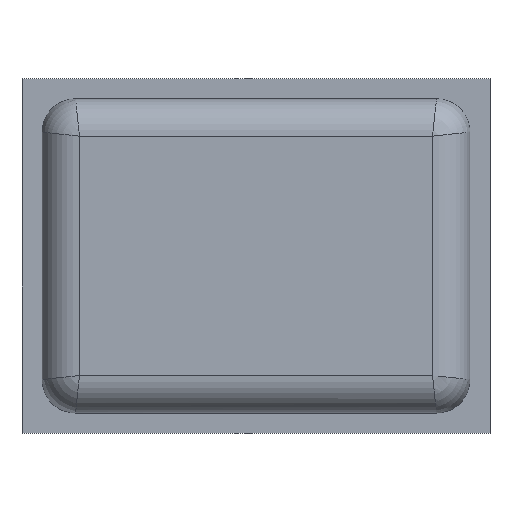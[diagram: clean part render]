
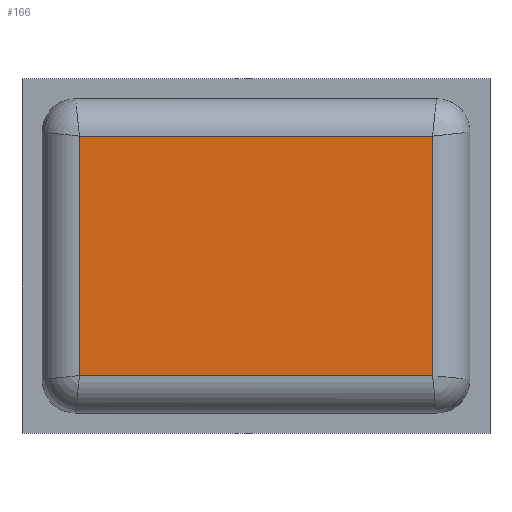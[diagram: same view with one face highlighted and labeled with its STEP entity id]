
A CAD part, top view. The second image highlights one B-rep face of the part: STEP entity #166.
In plain terms, the highlighted planar face has unit normal (0, 0, 1).
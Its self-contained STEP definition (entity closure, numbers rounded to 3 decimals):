
#166=ADVANCED_FACE('',(#373),#375,.T.);
#373=FACE_BOUND('',#374,.T.);
#374=EDGE_LOOP('',(#1044,#1045,#1046,#1047));
#375=PLANE('',#376);
#376=AXIS2_PLACEMENT_3D('',#377,#378,#379);
#377=CARTESIAN_POINT('',(0.,0.,0.98));
#378=DIRECTION('',(0.,-0.,1.));
#379=DIRECTION('',(0.,1.,0.));
#1044=ORIENTED_EDGE('',*,*,#1126,.T.);
#1045=ORIENTED_EDGE('',*,*,#1127,.T.);
#1046=ORIENTED_EDGE('',*,*,#1128,.T.);
#1047=ORIENTED_EDGE('',*,*,#1129,.T.);
#1126=EDGE_CURVE('',#1202,#1203,#1204,.T.);
#1127=EDGE_CURVE('',#1203,#1205,#1206,.T.);
#1128=EDGE_CURVE('',#1205,#1207,#1208,.T.);
#1129=EDGE_CURVE('',#1207,#1202,#1209,.T.);
#1202=VERTEX_POINT('',#1356);
#1203=VERTEX_POINT('',#1357);
#1204=LINE('',#1358,#1359);
#1205=VERTEX_POINT('',#1361);
#1206=LINE('',#1362,#1363);
#1207=VERTEX_POINT('',#1365);
#1208=LINE('',#1366,#1367);
#1209=LINE('',#1369,#1370);
#1356=CARTESIAN_POINT('',(-2.03,-0.895,0.98));
#1357=CARTESIAN_POINT('',(0.61,-0.895,0.98));
#1358=CARTESIAN_POINT('',(-2.03,-0.895,0.98));
#1359=VECTOR('',#1360,1.);
#1360=DIRECTION('',(1.,0.,0.));
#1361=CARTESIAN_POINT('',(0.61,0.895,0.98));
#1362=CARTESIAN_POINT('',(0.61,-0.895,0.98));
#1363=VECTOR('',#1364,1.);
#1364=DIRECTION('',(0.,1.,0.));
#1365=CARTESIAN_POINT('',(-2.03,0.895,0.98));
#1366=CARTESIAN_POINT('',(0.61,0.895,0.98));
#1367=VECTOR('',#1368,1.);
#1368=DIRECTION('',(-1.,0.,0.));
#1369=CARTESIAN_POINT('',(-2.03,0.895,0.98));
#1370=VECTOR('',#1371,1.);
#1371=DIRECTION('',(0.,-1.,0.));
